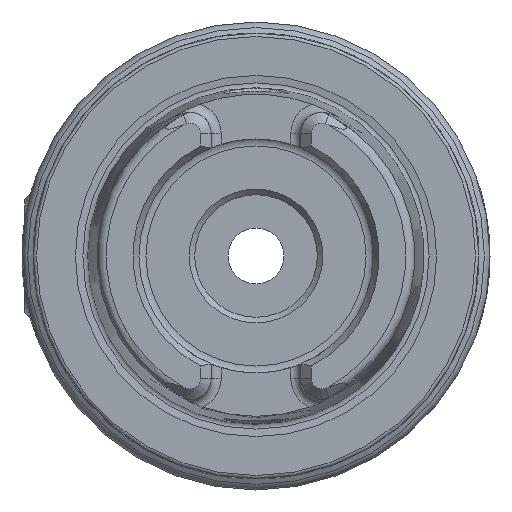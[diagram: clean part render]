
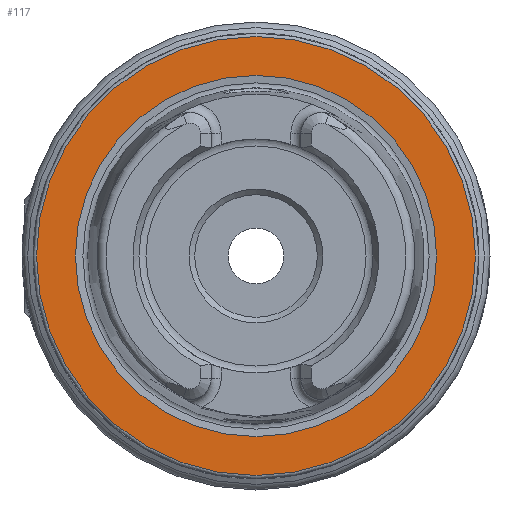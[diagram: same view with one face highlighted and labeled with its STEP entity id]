
A CAD part, left-side view. The second image highlights one B-rep face of the part: STEP entity #117.
In plain terms, the highlighted planar face has unit normal (-1, 0, 0).
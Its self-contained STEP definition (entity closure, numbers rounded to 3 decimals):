
#65 = EDGE_LOOP ( 'NONE', ( #339 ) ) ;
#117 = ADVANCED_FACE ( 'NONE', ( #4023, #4201 ), #5393, .F. ) ;
#339 = ORIENTED_EDGE ( 'NONE', *, *, #788, .F. ) ;
#788 = EDGE_CURVE ( 'NONE', #3627, #3627, #3272, .T. ) ;
#968 = DIRECTION ( 'NONE',  ( 0., 0., 1. ) ) ;
#1505 = CIRCLE ( 'NONE', #6475, 19.7 ) ;
#2162 = CARTESIAN_POINT ( 'NONE',  ( 0., 0., 19.7 ) ) ;
#3272 = CIRCLE ( 'NONE', #3452, 16.207 ) ;
#3282 = CARTESIAN_POINT ( 'NONE',  ( 0., 0., 0. ) ) ;
#3452 = AXIS2_PLACEMENT_3D ( 'NONE', #7196, #6663, #3732 ) ;
#3627 = VERTEX_POINT ( 'NONE', #3955 ) ;
#3676 = DIRECTION ( 'NONE',  ( 0., 0., -1. ) ) ;
#3701 = EDGE_LOOP ( 'NONE', ( #7077 ) ) ;
#3732 = DIRECTION ( 'NONE',  ( 0., 0., 1. ) ) ;
#3876 = DIRECTION ( 'NONE',  ( -1., 0., 0. ) ) ;
#3955 = CARTESIAN_POINT ( 'NONE',  ( 0., 0., 16.207 ) ) ;
#4023 = FACE_BOUND ( 'NONE', #65, .T. ) ;
#4201 = FACE_OUTER_BOUND ( 'NONE', #3701, .T. ) ;
#4839 = AXIS2_PLACEMENT_3D ( 'NONE', #5971, #6578, #3676 ) ;
#5393 = PLANE ( 'NONE',  #4839 ) ;
#5883 = EDGE_CURVE ( 'NONE', #7217, #7217, #1505, .T. ) ;
#5971 = CARTESIAN_POINT ( 'NONE',  ( 0., 19.7, 0. ) ) ;
#6475 = AXIS2_PLACEMENT_3D ( 'NONE', #3282, #3876, #968 ) ;
#6578 = DIRECTION ( 'NONE',  ( 1., 0., 0. ) ) ;
#6663 = DIRECTION ( 'NONE',  ( -1., 0., 0. ) ) ;
#7077 = ORIENTED_EDGE ( 'NONE', *, *, #5883, .T. ) ;
#7196 = CARTESIAN_POINT ( 'NONE',  ( 0., 0., 0. ) ) ;
#7217 = VERTEX_POINT ( 'NONE', #2162 ) ;
